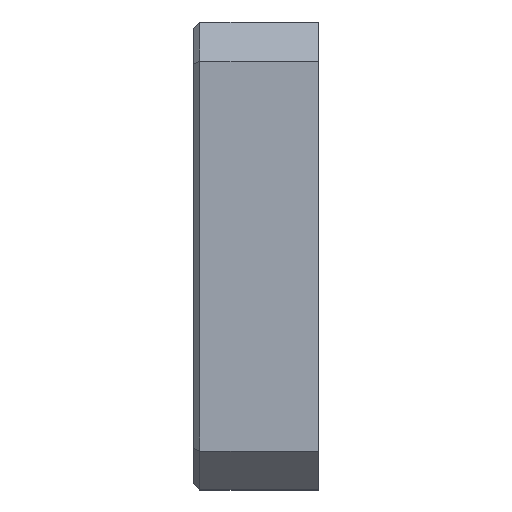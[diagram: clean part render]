
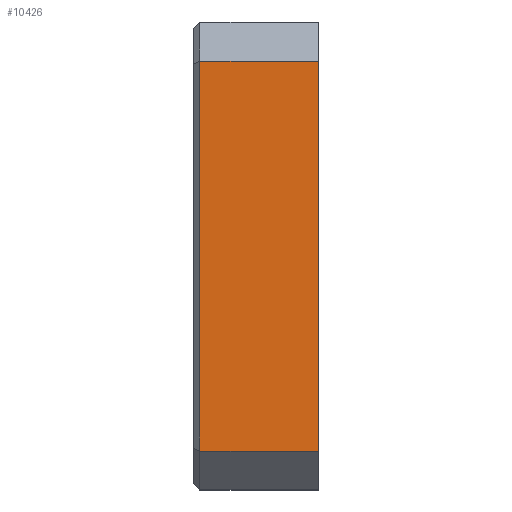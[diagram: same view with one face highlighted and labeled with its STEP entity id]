
A CAD part, left-side view. The second image highlights one B-rep face of the part: STEP entity #10426.
In plain terms, the highlighted planar face has unit normal (-1, 0, 0).
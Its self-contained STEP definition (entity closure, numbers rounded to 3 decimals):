
#350 = DIRECTION ( 'NONE',  ( 1., 0., 0. ) ) ;
#998 = VERTEX_POINT ( 'NONE', #3089 ) ;
#1222 = EDGE_CURVE ( 'NONE', #998, #13827, #3999, .T. ) ;
#1315 = LINE ( 'NONE', #4244, #15150 ) ;
#1596 = DIRECTION ( 'NONE',  ( 0., -1., 0. ) ) ;
#2083 = FACE_OUTER_BOUND ( 'NONE', #12539, .T. ) ;
#2425 = EDGE_CURVE ( 'NONE', #12759, #998, #14204, .T. ) ;
#2701 = AXIS2_PLACEMENT_3D ( 'NONE', #10270, #350, #11849 ) ;
#2846 = CARTESIAN_POINT ( 'NONE',  ( -7.5, 0., 6.25 ) ) ;
#3089 = CARTESIAN_POINT ( 'NONE',  ( -7.5, 0., -6.25 ) ) ;
#3999 = LINE ( 'NONE', #10933, #18187 ) ;
#4244 = CARTESIAN_POINT ( 'NONE',  ( -7.5, 3.8, -6.25 ) ) ;
#4775 = CARTESIAN_POINT ( 'NONE',  ( -7.5, 4., 6.25 ) ) ;
#4857 = ORIENTED_EDGE ( 'NONE', *, *, #13705, .T. ) ;
#5520 = DIRECTION ( 'NONE',  ( 0., 0., -1. ) ) ;
#5610 = CARTESIAN_POINT ( 'NONE',  ( -7.5, 3.8, 6.25 ) ) ;
#5630 = DIRECTION ( 'NONE',  ( 0., 0., 1. ) ) ;
#8301 = ORIENTED_EDGE ( 'NONE', *, *, #1222, .T. ) ;
#8529 = VECTOR ( 'NONE', #1596, 1000. ) ;
#8848 = CARTESIAN_POINT ( 'NONE',  ( -7.5, 4., -6.25 ) ) ;
#10270 = CARTESIAN_POINT ( 'NONE',  ( -7.5, 4., 7.5 ) ) ;
#10338 = ORIENTED_EDGE ( 'NONE', *, *, #17170, .T. ) ;
#10426 = ADVANCED_FACE ( 'NONE', ( #2083 ), #14517, .F. ) ;
#10933 = CARTESIAN_POINT ( 'NONE',  ( -7.5, 0., 7.5 ) ) ;
#11705 = ORIENTED_EDGE ( 'NONE', *, *, #2425, .T. ) ;
#11789 = LINE ( 'NONE', #4775, #12264 ) ;
#11849 = DIRECTION ( 'NONE',  ( 0., 0., -1. ) ) ;
#12264 = VECTOR ( 'NONE', #14810, 1000. ) ;
#12539 = EDGE_LOOP ( 'NONE', ( #10338, #4857, #11705, #8301 ) ) ;
#12759 = VERTEX_POINT ( 'NONE', #16751 ) ;
#13705 = EDGE_CURVE ( 'NONE', #14415, #12759, #1315, .T. ) ;
#13827 = VERTEX_POINT ( 'NONE', #2846 ) ;
#14204 = LINE ( 'NONE', #8848, #8529 ) ;
#14415 = VERTEX_POINT ( 'NONE', #5610 ) ;
#14517 = PLANE ( 'NONE',  #2701 ) ;
#14810 = DIRECTION ( 'NONE',  ( 0., 1., 0. ) ) ;
#15150 = VECTOR ( 'NONE', #5520, 1000. ) ;
#16751 = CARTESIAN_POINT ( 'NONE',  ( -7.5, 3.8, -6.25 ) ) ;
#17170 = EDGE_CURVE ( 'NONE', #13827, #14415, #11789, .T. ) ;
#18187 = VECTOR ( 'NONE', #5630, 1000. ) ;
